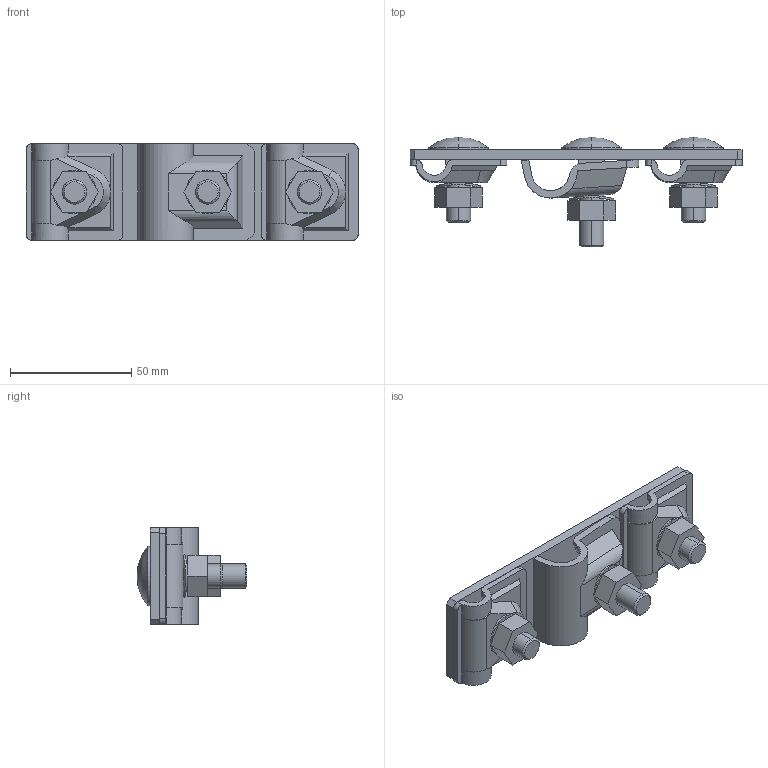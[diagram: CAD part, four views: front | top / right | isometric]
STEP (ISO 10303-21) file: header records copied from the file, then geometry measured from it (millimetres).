
FILE_DESCRIPTION((''),'2;1');
FILE_NAME('5408028_ASM','2014-11-17T',('AndreasKeweloh'),(''),'PRO/ENGINEER BY PARAMETRIC TECHNOLOGY CORPORATION, 2014000','PRO/ENGINEER BY PARAMETRIC TECHNOLOGY CORPORATION, 2014000','');
FILE_SCHEMA(('CONFIG_CONTROL_DESIGN'));
Length unit declared in the file: millimetre
Products named in the file (8): FEDERSCHEIBE-DIN137-M10_2; FLACHRUNDSCHRAUBE_DIN_60-263170; FLACHRUNDSCHRAUBE_DIN_60-258920; KLEMMBOCK_RD16; OBERTEIL_1; PLATTE; SECHSKANTMUTTER_DIN_934-M10_2; 5408028_ASM
Assembly tree (13 placements, depth 2):
  5408028_ASM
    FEDERSCHEIBE-DIN137-M10_2  x3
    FLACHRUNDSCHRAUBE_DIN_60-263170  x2
    FLACHRUNDSCHRAUBE_DIN_60-258920
    KLEMMBOCK_RD16
    OBERTEIL_1  x2
    PLATTE
    SECHSKANTMUTTER_DIN_934-M10_2  x3
Bounding box: 137 x 45.38 x 40 mm (x, y, z)
Volume: 55520.6 mm3; surface area: 37683.6 mm2
Topology: 13 solids, 13 shells, 307 faces, 803 edges, 520 vertices
Faces by surface type: plane 161, cylinder 112, bspline 18, cone 10, sphere 6
Entity records: 8717 total; most frequent: CARTESIAN_POINT 4127, ORIENTED_EDGE 946, DIRECTION 863, EDGE_CURVE 473, VERTEX_POINT 309, VECTOR 289, LINE 289, AXIS2_PLACEMENT_3D 287
